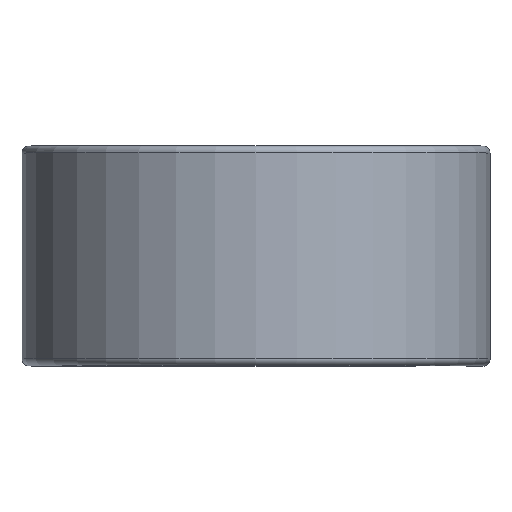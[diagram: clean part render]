
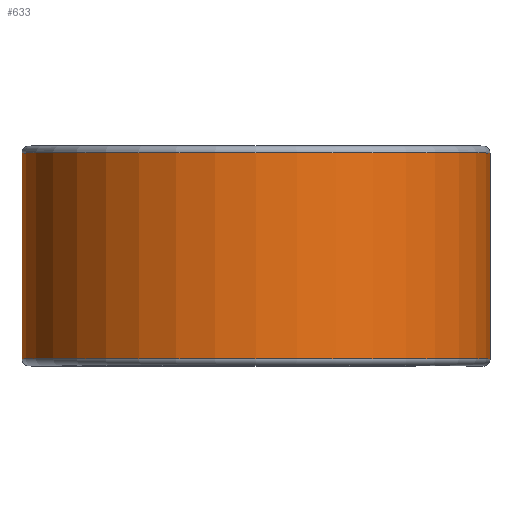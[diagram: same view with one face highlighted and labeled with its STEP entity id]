
A CAD part, top view. The second image highlights one B-rep face of the part: STEP entity #633.
In plain terms, the highlighted cylindrical face has radius 25.337 mm (diameter 50.673 mm), a partial arc.
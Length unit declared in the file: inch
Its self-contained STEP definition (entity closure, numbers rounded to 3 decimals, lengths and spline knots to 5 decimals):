
#30 = DIRECTION ( 'NONE',  ( 0., 1., 0. ) ) ;
#60 = AXIS2_PLACEMENT_3D ( 'NONE', #955, #1254, #943 ) ;
#85 = CARTESIAN_POINT ( 'NONE',  ( 0., 0.43875, -0.9975 ) ) ;
#189 = DIRECTION ( 'NONE',  ( 0., -1., 0. ) ) ;
#294 = CARTESIAN_POINT ( 'NONE',  ( 0.9975, -0.43875, 0. ) ) ;
#296 = ORIENTED_EDGE ( 'NONE', *, *, #848, .F. ) ;
#394 = EDGE_CURVE ( 'NONE', #2298, #1031, #1235, .T. ) ;
#425 = LINE ( 'NONE', #1022, #2281 ) ;
#528 = VERTEX_POINT ( 'NONE', #692 ) ;
#548 = FACE_OUTER_BOUND ( 'NONE', #2069, .T. ) ;
#633 = ADVANCED_FACE ( 'NONE', ( #548 ), #1408, .T. ) ;
#692 = CARTESIAN_POINT ( 'NONE',  ( 0.9975, 0.43875, 0. ) ) ;
#713 = CARTESIAN_POINT ( 'NONE',  ( 0., -0.43875, -0.9975 ) ) ;
#829 = EDGE_CURVE ( 'NONE', #528, #1228, #2143, .T. ) ;
#848 = EDGE_CURVE ( 'NONE', #1031, #1228, #1815, .T. ) ;
#850 = DIRECTION ( 'NONE',  ( 0., 0., -1. ) ) ;
#943 = DIRECTION ( 'NONE',  ( 0., 0., -1. ) ) ;
#955 = CARTESIAN_POINT ( 'NONE',  ( 0., -0.43875, 0. ) ) ;
#1009 = ORIENTED_EDGE ( 'NONE', *, *, #394, .F. ) ;
#1022 = CARTESIAN_POINT ( 'NONE',  ( 0.9975, 0.43875, 0. ) ) ;
#1031 = VERTEX_POINT ( 'NONE', #713 ) ;
#1137 = VECTOR ( 'NONE', #30, 39.37008 ) ;
#1217 = DIRECTION ( 'NONE',  ( 0., 1., 0. ) ) ;
#1228 = VERTEX_POINT ( 'NONE', #85 ) ;
#1235 = CIRCLE ( 'NONE', #60, 0.9975 ) ;
#1254 = DIRECTION ( 'NONE',  ( 0., -1., 0. ) ) ;
#1307 = ORIENTED_EDGE ( 'NONE', *, *, #2264, .T. ) ;
#1309 = CARTESIAN_POINT ( 'NONE',  ( 0., 0.43875, 0. ) ) ;
#1316 = CARTESIAN_POINT ( 'NONE',  ( 0., 0.43875, -0.9975 ) ) ;
#1408 = CYLINDRICAL_SURFACE ( 'NONE', #1622, 0.9975 ) ;
#1488 = DIRECTION ( 'NONE',  ( 0., 0., -1. ) ) ;
#1622 = AXIS2_PLACEMENT_3D ( 'NONE', #2151, #2145, #850 ) ;
#1815 = LINE ( 'NONE', #1316, #1137 ) ;
#2069 = EDGE_LOOP ( 'NONE', ( #1307, #2315, #296, #1009 ) ) ;
#2143 = CIRCLE ( 'NONE', #2172, 0.9975 ) ;
#2145 = DIRECTION ( 'NONE',  ( 0., -1., 0. ) ) ;
#2151 = CARTESIAN_POINT ( 'NONE',  ( 0., 0.4375, 0. ) ) ;
#2172 = AXIS2_PLACEMENT_3D ( 'NONE', #1309, #189, #1488 ) ;
#2264 = EDGE_CURVE ( 'NONE', #2298, #528, #425, .T. ) ;
#2281 = VECTOR ( 'NONE', #1217, 39.37008 ) ;
#2298 = VERTEX_POINT ( 'NONE', #294 ) ;
#2315 = ORIENTED_EDGE ( 'NONE', *, *, #829, .T. ) ;
